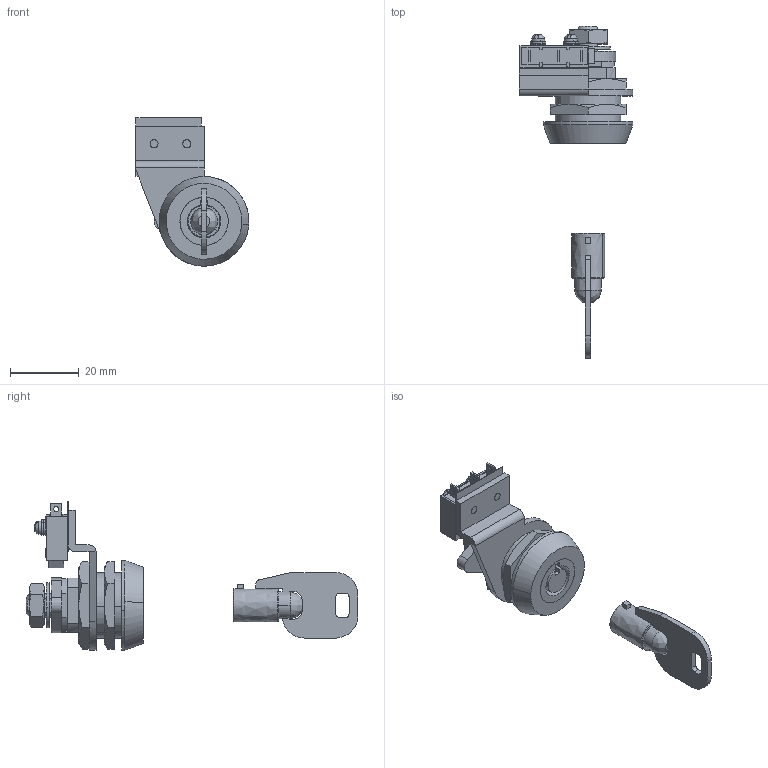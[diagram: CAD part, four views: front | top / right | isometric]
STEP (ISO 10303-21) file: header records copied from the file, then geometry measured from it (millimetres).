
FILE_DESCRIPTION((''),'2;1');
FILE_NAME('','2005-07-15T14:28:03',(''),(''),'','CADfix','');
FILE_SCHEMA(('AUTOMOTIVE_DESIGN'));
Length unit declared in the file: millimetre
Products named in the file (13): nut_A; screw; washer; switch_cam; switch; spacer; nut_B; nut; lock; key; control_cam; bracket; TL_155_17099_36
Assembly tree (14 placements, depth 2):
  TL_155_17099_36
    nut_A  x2
    screw  x2
    washer
    switch_cam
    switch
    spacer
    nut_B
    nut
    lock
    key
    control_cam
    bracket
Bounding box: 33 x 96.28 x 43 mm (x, y, z)
Volume: 13191.1 mm3; surface area: 13182.6 mm2
Topology: 14 solids, 14 shells, 389 faces, 1163 edges, 819 vertices
Faces by surface type: bspline 389
Entity records: 12086 total; most frequent: CARTESIAN_POINT 6061, ORIENTED_EDGE 1990, EDGE_CURVE 995, VERTEX_POINT 701, QUASI_UNIFORM_CURVE 574, EDGE_LOOP 390, FACE_OUTER_BOUND 332, ADVANCED_FACE 332
